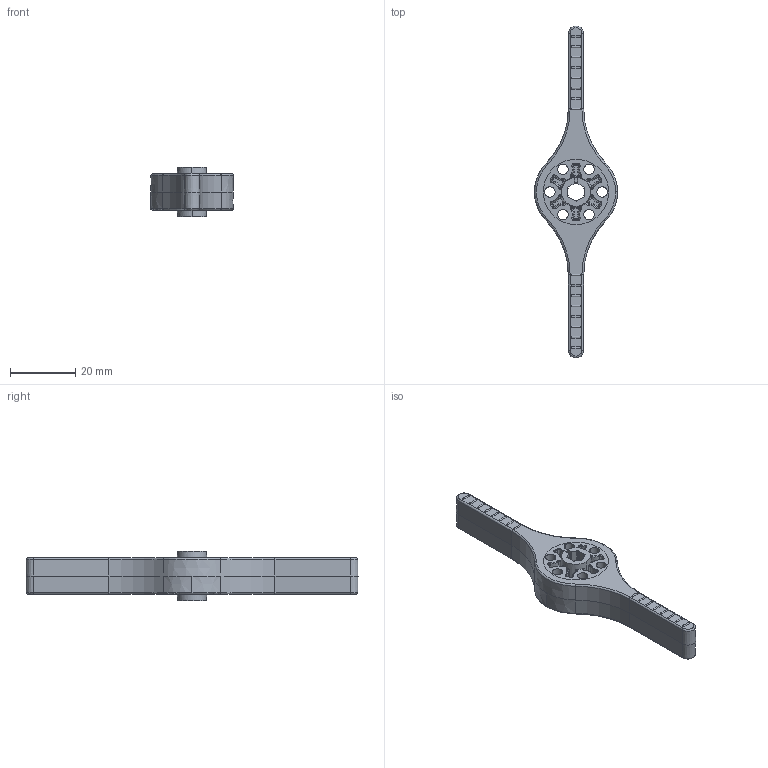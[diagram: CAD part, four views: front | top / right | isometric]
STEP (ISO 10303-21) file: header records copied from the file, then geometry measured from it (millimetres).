
FILE_DESCRIPTION (( 'STEP AP203' ), '1' );
FILE_NAME ('REV-41-2702.STEP', '2023-09-25T17:56:15', ( '' ), ( '' ), 'SwSTEP 2.0', 'SolidWorks 2022', '' );
FILE_SCHEMA (( 'CONFIG_CONTROL_DESIGN' ));
Length unit declared in the file: inch
Products named in the file (3): REV-40-2700; REV-41-2702; REV-40-1955
Assembly tree (2 placements, depth 2):
  REV-41-2702
    REV-40-2700
    REV-40-1955
Bounding box: 25.4 x 101.6 x 15 mm (x, y, z)
Volume: 9309.2 mm3; surface area: 8090.8 mm2
Topology: 2 solids, 2 shells, 1098 faces, 2722 edges, 1564 vertices
Faces by surface type: torus 320, bspline 240, plane 186, cone 179, cylinder 125, sphere 48
Entity records: 35707 total; most frequent: CARTESIAN_POINT 11413, DIRECTION 5162, ORIENTED_EDGE 5156, EDGE_CURVE 2578, AXIS2_PLACEMENT_3D 2321, VERTEX_POINT 1516, CIRCLE 1458, EDGE_LOOP 1146
